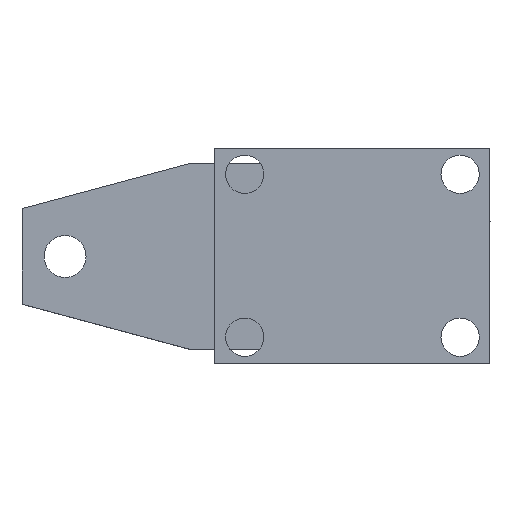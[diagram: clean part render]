
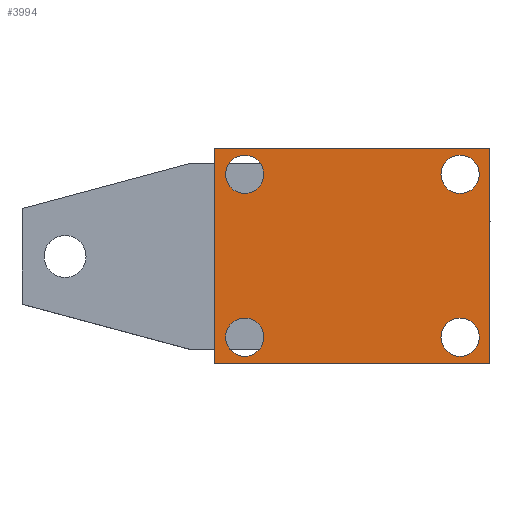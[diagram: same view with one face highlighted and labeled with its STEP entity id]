
A CAD part, top view. The second image highlights one B-rep face of the part: STEP entity #3994.
In plain terms, the highlighted planar face has unit normal (0, 0, 1).
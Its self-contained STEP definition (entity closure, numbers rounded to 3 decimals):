
#18 = CARTESIAN_POINT ( 'NONE',  ( -57.5, -45., 22. ) ) ;
#125 = DIRECTION ( 'NONE',  ( 1., 0., 0. ) ) ;
#126 = DIRECTION ( 'NONE',  ( 0., 0., 1. ) ) ;
#130 = CARTESIAN_POINT ( 'NONE',  ( -45., 34., 22. ) ) ;
#256 = DIRECTION ( 'NONE',  ( 0., 0., 1. ) ) ;
#257 = DIRECTION ( 'NONE',  ( 1., 0., 0. ) ) ;
#259 = CARTESIAN_POINT ( 'NONE',  ( 45., 34., 22. ) ) ;
#299 = DIRECTION ( 'NONE',  ( -1., 0., 0. ) ) ;
#373 = CIRCLE ( 'NONE', #5947, 8. ) ;
#378 = VECTOR ( 'NONE', #3638, 1000. ) ;
#404 = CIRCLE ( 'NONE', #6009, 8. ) ;
#421 = FACE_OUTER_BOUND ( 'NONE', #2481, .T. ) ;
#438 = LINE ( 'NONE', #1954, #450 ) ;
#450 = VECTOR ( 'NONE', #1953, 1000. ) ;
#488 = LINE ( 'NONE', #18, #378 ) ;
#658 = CIRCLE ( 'NONE', #5864, 8. ) ;
#668 = LINE ( 'NONE', #956, #886 ) ;
#675 = FACE_BOUND ( 'NONE', #2480, .T. ) ;
#734 = CIRCLE ( 'NONE', #5913, 8. ) ;
#745 = FACE_BOUND ( 'NONE', #2484, .T. ) ;
#758 = FACE_BOUND ( 'NONE', #2493, .T. ) ;
#864 = FACE_BOUND ( 'NONE', #2482, .T. ) ;
#886 = VECTOR ( 'NONE', #299, 1000. ) ;
#956 = CARTESIAN_POINT ( 'NONE',  ( -57.5, 45., 22. ) ) ;
#1316 = DIRECTION ( 'NONE',  ( 1., 0., 0. ) ) ;
#1317 = DIRECTION ( 'NONE',  ( 0., 0., 1. ) ) ;
#1318 = CARTESIAN_POINT ( 'NONE',  ( -45., 34., 22. ) ) ;
#1335 = DIRECTION ( 'NONE',  ( 1., 0., 0. ) ) ;
#1336 = DIRECTION ( 'NONE',  ( 0., 0., 1. ) ) ;
#1337 = CARTESIAN_POINT ( 'NONE',  ( 45., 34., 22. ) ) ;
#1478 = DIRECTION ( 'NONE',  ( 1., 0., 0. ) ) ;
#1479 = DIRECTION ( 'NONE',  ( 0., 0., 1. ) ) ;
#1480 = CARTESIAN_POINT ( 'NONE',  ( 45., -34., 22. ) ) ;
#1491 = DIRECTION ( 'NONE',  ( 1., 0., 0. ) ) ;
#1492 = DIRECTION ( 'NONE',  ( 0., 0., 1. ) ) ;
#1493 = CARTESIAN_POINT ( 'NONE',  ( -45., -34., 22. ) ) ;
#1596 = CARTESIAN_POINT ( 'NONE',  ( 57.5, 45., 22. ) ) ;
#1649 = DIRECTION ( 'NONE',  ( 0., 1., 0. ) ) ;
#1953 = DIRECTION ( 'NONE',  ( 0., -1., 0. ) ) ;
#1954 = CARTESIAN_POINT ( 'NONE',  ( -57.5, 45., 22. ) ) ;
#1992 = DIRECTION ( 'NONE',  ( 1., 0., 0. ) ) ;
#1993 = DIRECTION ( 'NONE',  ( 0., 0., 1. ) ) ;
#1994 = CARTESIAN_POINT ( 'NONE',  ( -45., -34., 22. ) ) ;
#2045 = DIRECTION ( 'NONE',  ( 1., 0., 0. ) ) ;
#2046 = DIRECTION ( 'NONE',  ( 0., 0., 1. ) ) ;
#2047 = CARTESIAN_POINT ( 'NONE',  ( 45., -34., 22. ) ) ;
#2076 = ORIENTED_EDGE ( 'NONE', *, *, #5609, .F. ) ;
#2099 = ORIENTED_EDGE ( 'NONE', *, *, #6082, .F. ) ;
#2112 = ORIENTED_EDGE ( 'NONE', *, *, #5608, .T. ) ;
#2176 = ORIENTED_EDGE ( 'NONE', *, *, #5515, .F. ) ;
#2192 = ORIENTED_EDGE ( 'NONE', *, *, #6058, .F. ) ;
#2254 = ORIENTED_EDGE ( 'NONE', *, *, #5999, .F. ) ;
#2480 = EDGE_LOOP ( 'NONE', ( #2254, #2076 ) ) ;
#2481 = EDGE_LOOP ( 'NONE', ( #4654, #4668, #4119, #2112 ) ) ;
#2482 = EDGE_LOOP ( 'NONE', ( #2192, #2176 ) ) ;
#2484 = EDGE_LOOP ( 'NONE', ( #4120, #4379 ) ) ;
#2493 = EDGE_LOOP ( 'NONE', ( #2099, #4727 ) ) ;
#2787 = CIRCLE ( 'NONE', #5821, 8. ) ;
#3023 = LINE ( 'NONE', #1596, #3056 ) ;
#3056 = VECTOR ( 'NONE', #1649, 1000. ) ;
#3129 = CIRCLE ( 'NONE', #5830, 8. ) ;
#3336 = CIRCLE ( 'NONE', #5825, 8. ) ;
#3389 = CIRCLE ( 'NONE', #5828, 8. ) ;
#3495 = CARTESIAN_POINT ( 'NONE',  ( -57.5, 45., 22. ) ) ;
#3499 = CARTESIAN_POINT ( 'NONE',  ( 57.5, -45., 22. ) ) ;
#3508 = CARTESIAN_POINT ( 'NONE',  ( -57.5, -45., 22. ) ) ;
#3509 = CARTESIAN_POINT ( 'NONE',  ( 37., -34., 22. ) ) ;
#3514 = CARTESIAN_POINT ( 'NONE',  ( -37., 34., 22. ) ) ;
#3516 = CARTESIAN_POINT ( 'NONE',  ( -37., -34., 22. ) ) ;
#3517 = CARTESIAN_POINT ( 'NONE',  ( 57.5, 45., 22. ) ) ;
#3518 = CARTESIAN_POINT ( 'NONE',  ( 53., 34., 22. ) ) ;
#3522 = CARTESIAN_POINT ( 'NONE',  ( 53., -34., 22. ) ) ;
#3523 = CARTESIAN_POINT ( 'NONE',  ( -53., 34., 22. ) ) ;
#3527 = CARTESIAN_POINT ( 'NONE',  ( -53., -34., 22. ) ) ;
#3532 = CARTESIAN_POINT ( 'NONE',  ( 37., 34., 22. ) ) ;
#3638 = DIRECTION ( 'NONE',  ( 1., 0., 0. ) ) ;
#3994 = ADVANCED_FACE ( 'NONE', ( #675, #758, #421, #864, #745 ), #5012, .T. ) ;
#4071 = VERTEX_POINT ( 'NONE', #3527 ) ;
#4073 = VERTEX_POINT ( 'NONE', #3532 ) ;
#4076 = VERTEX_POINT ( 'NONE', #3523 ) ;
#4077 = VERTEX_POINT ( 'NONE', #3522 ) ;
#4083 = VERTEX_POINT ( 'NONE', #3517 ) ;
#4084 = VERTEX_POINT ( 'NONE', #3516 ) ;
#4089 = VERTEX_POINT ( 'NONE', #3518 ) ;
#4092 = VERTEX_POINT ( 'NONE', #3509 ) ;
#4094 = VERTEX_POINT ( 'NONE', #3514 ) ;
#4101 = VERTEX_POINT ( 'NONE', #3508 ) ;
#4103 = VERTEX_POINT ( 'NONE', #3499 ) ;
#4107 = VERTEX_POINT ( 'NONE', #3495 ) ;
#4119 = ORIENTED_EDGE ( 'NONE', *, *, #5637, .T. ) ;
#4120 = ORIENTED_EDGE ( 'NONE', *, *, #5995, .F. ) ;
#4379 = ORIENTED_EDGE ( 'NONE', *, *, #5622, .F. ) ;
#4654 = ORIENTED_EDGE ( 'NONE', *, *, #6145, .T. ) ;
#4668 = ORIENTED_EDGE ( 'NONE', *, *, #5510, .T. ) ;
#4727 = ORIENTED_EDGE ( 'NONE', *, *, #5529, .F. ) ;
#5008 = DIRECTION ( 'NONE',  ( 1., 0., 0. ) ) ;
#5010 = CARTESIAN_POINT ( 'NONE',  ( 0., 0., 22. ) ) ;
#5012 = PLANE ( 'NONE',  #5917 ) ;
#5015 = DIRECTION ( 'NONE',  ( 0., 0., 1. ) ) ;
#5510 = EDGE_CURVE ( 'NONE', #4083, #4107, #668, .T. ) ;
#5515 = EDGE_CURVE ( 'NONE', #4089, #4073, #658, .T. ) ;
#5529 = EDGE_CURVE ( 'NONE', #4094, #4076, #734, .T. ) ;
#5608 = EDGE_CURVE ( 'NONE', #4101, #4103, #488, .T. ) ;
#5609 = EDGE_CURVE ( 'NONE', #4077, #4092, #373, .T. ) ;
#5622 = EDGE_CURVE ( 'NONE', #4084, #4071, #404, .T. ) ;
#5637 = EDGE_CURVE ( 'NONE', #4107, #4101, #438, .T. ) ;
#5821 = AXIS2_PLACEMENT_3D ( 'NONE', #1318, #1317, #1316 ) ;
#5825 = AXIS2_PLACEMENT_3D ( 'NONE', #1337, #1336, #1335 ) ;
#5828 = AXIS2_PLACEMENT_3D ( 'NONE', #1480, #1479, #1478 ) ;
#5830 = AXIS2_PLACEMENT_3D ( 'NONE', #1493, #1492, #1491 ) ;
#5864 = AXIS2_PLACEMENT_3D ( 'NONE', #259, #256, #257 ) ;
#5913 = AXIS2_PLACEMENT_3D ( 'NONE', #130, #126, #125 ) ;
#5917 = AXIS2_PLACEMENT_3D ( 'NONE', #5010, #5015, #5008 ) ;
#5947 = AXIS2_PLACEMENT_3D ( 'NONE', #2047, #2046, #2045 ) ;
#5995 = EDGE_CURVE ( 'NONE', #4071, #4084, #3129, .T. ) ;
#5999 = EDGE_CURVE ( 'NONE', #4092, #4077, #3389, .T. ) ;
#6009 = AXIS2_PLACEMENT_3D ( 'NONE', #1994, #1993, #1992 ) ;
#6058 = EDGE_CURVE ( 'NONE', #4073, #4089, #3336, .T. ) ;
#6082 = EDGE_CURVE ( 'NONE', #4076, #4094, #2787, .T. ) ;
#6145 = EDGE_CURVE ( 'NONE', #4103, #4083, #3023, .T. ) ;
